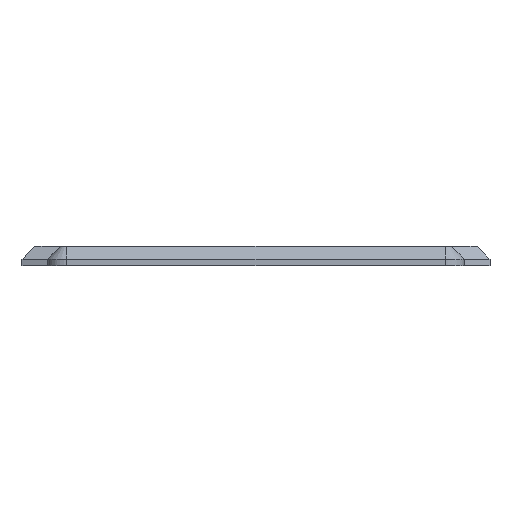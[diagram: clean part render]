
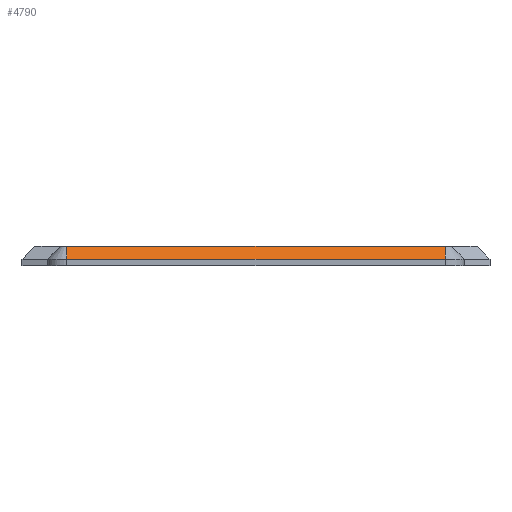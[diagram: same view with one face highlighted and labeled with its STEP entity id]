
A CAD part, front view. The second image highlights one B-rep face of the part: STEP entity #4790.
In plain terms, the highlighted planar face has unit normal (0, -0.707, 0.707).
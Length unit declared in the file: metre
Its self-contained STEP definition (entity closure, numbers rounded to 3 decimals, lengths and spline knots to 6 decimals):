
#918=ORIENTED_EDGE('',*,*,#2275,.T.);
#919=ORIENTED_EDGE('',*,*,#2200,.F.);
#920=ORIENTED_EDGE('',*,*,#2277,.F.);
#921=ORIENTED_EDGE('',*,*,#2232,.F.);
#2200=EDGE_CURVE('',#2927,#2926,#3291,.T.);
#2232=EDGE_CURVE('',#2948,#2949,#3317,.T.);
#2275=EDGE_CURVE('',#2948,#2926,#3352,.T.);
#2277=EDGE_CURVE('',#2949,#2927,#3354,.T.);
#2926=VERTEX_POINT('',#7357);
#2927=VERTEX_POINT('',#7361);
#2948=VERTEX_POINT('',#7424);
#2949=VERTEX_POINT('',#7426);
#3291=LINE('',#7362,#3714);
#3317=LINE('',#7425,#3740);
#3352=LINE('',#7517,#3775);
#3354=LINE('',#7521,#3777);
#3714=VECTOR('',#5807,1.);
#3740=VECTOR('',#5865,1.);
#3775=VECTOR('',#5960,1.);
#3777=VECTOR('',#5966,1.);
#4108=EDGE_LOOP('',(#918,#919,#920,#921));
#4407=FACE_BOUND('',#4108,.T.);
#4668=PLANE('',#5184);
#4790=ADVANCED_FACE('',(#4407),#4668,.F.);
#5184=AXIS2_PLACEMENT_3D('',#7520,#5964,#5965);
#5807=DIRECTION('',(-1.,0.,0.));
#5865=DIRECTION('',(1.,0.,0.));
#5960=DIRECTION('',(0.,-0.707,-0.707));
#5964=DIRECTION('',(0.,0.707,-0.707));
#5965=DIRECTION('',(-1.,0.,0.));
#5966=DIRECTION('',(0.,-0.707,-0.707));
#7357=CARTESIAN_POINT('',(-0.0295,-0.0425,0.013));
#7361=CARTESIAN_POINT('',(0.0295,-0.0425,0.013));
#7362=CARTESIAN_POINT('',(0.,-0.0425,0.013));
#7424=CARTESIAN_POINT('',(-0.0295,-0.0405,0.015));
#7425=CARTESIAN_POINT('',(-0.002,-0.0405,0.015));
#7426=CARTESIAN_POINT('',(0.0295,-0.0405,0.015));
#7517=CARTESIAN_POINT('',(-0.0295,-0.0405,0.015));
#7520=CARTESIAN_POINT('',(0.,-0.0425,0.013));
#7521=CARTESIAN_POINT('',(0.0295,-0.0405,0.015));
